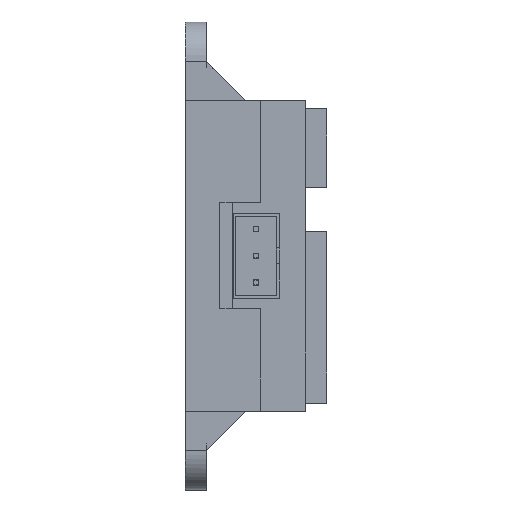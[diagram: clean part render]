
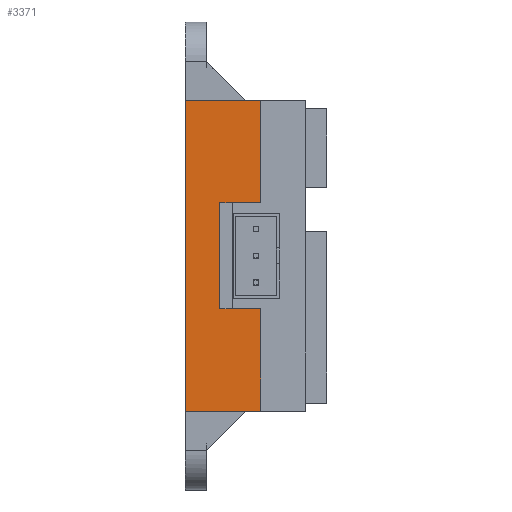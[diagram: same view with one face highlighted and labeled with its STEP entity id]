
A CAD part, top view. The second image highlights one B-rep face of the part: STEP entity #3371.
In plain terms, the highlighted planar face has unit normal (0, 0, 1).
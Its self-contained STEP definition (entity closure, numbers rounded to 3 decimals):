
#121 = B_SPLINE_CURVE_WITH_KNOTS ( 'NONE', 3,
 ( #1593, #4892, #5972, #631 ),
 .UNSPECIFIED., .F., .F.,
 ( 4, 4 ),
 ( 0., 1. ),
 .UNSPECIFIED. ) ;
#213 = VERTEX_POINT ( 'NONE', #6705 ) ;
#256 = CARTESIAN_POINT ( 'NONE',  ( -160., 91.039, 150.691 ) ) ;
#267 = DIRECTION ( 'NONE',  ( 0., 0., -1. ) ) ;
#300 = CARTESIAN_POINT ( 'NONE',  ( -157.3, 80.939, 150.691 ) ) ;
#316 = CARTESIAN_POINT ( 'NONE',  ( -161.2, 91.039, 150.691 ) ) ;
#337 = CARTESIAN_POINT ( 'NONE',  ( -161.2, 84.305, 150.691 ) ) ;
#427 = EDGE_CURVE ( 'NONE', #5901, #4456, #121, .T. ) ;
#442 = ORIENTED_EDGE ( 'NONE', *, *, #3687, .T. ) ;
#536 = B_SPLINE_CURVE_WITH_KNOTS ( 'NONE', 3,
 ( #4204, #1612, #6402, #1476 ),
 .UNSPECIFIED., .F., .F.,
 ( 4, 4 ),
 ( 0., 1. ),
 .UNSPECIFIED. ) ;
#583 = CARTESIAN_POINT ( 'NONE',  ( -162.1, 71.239, 150.691 ) ) ;
#631 = CARTESIAN_POINT ( 'NONE',  ( -157.3, 100.739, 150.691 ) ) ;
#646 = VERTEX_POINT ( 'NONE', #300 ) ;
#651 = CARTESIAN_POINT ( 'NONE',  ( -164.5, 81.072, 150.691 ) ) ;
#662 = EDGE_CURVE ( 'NONE', #213, #4359, #536, .T. ) ;
#698 = EDGE_CURVE ( 'NONE', #4166, #4456, #4380, .T. ) ;
#708 = EDGE_CURVE ( 'NONE', #6603, #646, #710, .T. ) ;
#710 = B_SPLINE_CURVE_WITH_KNOTS ( 'NONE', 3,
 ( #2903, #1647, #3340, #5492 ),
 .UNSPECIFIED., .F., .F.,
 ( 4, 4 ),
 ( 0., 1. ),
 .UNSPECIFIED. ) ;
#713 = ORIENTED_EDGE ( 'NONE', *, *, #5235, .F. ) ;
#717 = CARTESIAN_POINT ( 'NONE',  ( -159.7, 100.739, 150.691 ) ) ;
#725 = CARTESIAN_POINT ( 'NONE',  ( -160.4, 91.039, 150.691 ) ) ;
#759 = CARTESIAN_POINT ( 'NONE',  ( -159.1, 91.039, 150.691 ) ) ;
#767 = DIRECTION ( 'NONE',  ( 1., 0., 0. ) ) ;
#819 = CARTESIAN_POINT ( 'NONE',  ( -160., 91.039, 150.691 ) ) ;
#870 = CARTESIAN_POINT ( 'NONE',  ( -161.2, 91.039, 150.691 ) ) ;
#1045 = CARTESIAN_POINT ( 'NONE',  ( -159.1, 80.939, 150.691 ) ) ;
#1247 = CARTESIAN_POINT ( 'NONE',  ( -160., 80.939, 150.691 ) ) ;
#1291 = AXIS2_PLACEMENT_3D ( 'NONE', #3503, #267, #767 ) ;
#1357 = B_SPLINE_CURVE_WITH_KNOTS ( 'NONE', 3,
 ( #2701, #4244, #1045, #3239 ),
 .UNSPECIFIED., .F., .F.,
 ( 4, 4 ),
 ( 0., 1. ),
 .UNSPECIFIED. ) ;
#1396 = CARTESIAN_POINT ( 'NONE',  ( -158.2, 91.039, 150.691 ) ) ;
#1476 = CARTESIAN_POINT ( 'NONE',  ( -160., 80.939, 150.691 ) ) ;
#1564 = CARTESIAN_POINT ( 'NONE',  ( -157.3, 71.239, 150.691 ) ) ;
#1593 = CARTESIAN_POINT ( 'NONE',  ( -157.3, 91.039, 150.691 ) ) ;
#1612 = CARTESIAN_POINT ( 'NONE',  ( -160.8, 80.939, 150.691 ) ) ;
#1647 = CARTESIAN_POINT ( 'NONE',  ( -157.3, 74.472, 150.691 ) ) ;
#1662 = ORIENTED_EDGE ( 'NONE', *, *, #662, .F. ) ;
#1770 = VERTEX_POINT ( 'NONE', #316 ) ;
#1861 = CARTESIAN_POINT ( 'NONE',  ( -161.2, 91.039, 150.691 ) ) ;
#2355 = ORIENTED_EDGE ( 'NONE', *, *, #2738, .F. ) ;
#2701 = CARTESIAN_POINT ( 'NONE',  ( -157.3, 80.939, 150.691 ) ) ;
#2738 = EDGE_CURVE ( 'NONE', #4425, #1770, #3262, .T. ) ;
#2836 = CARTESIAN_POINT ( 'NONE',  ( -164.5, 90.905, 150.691 ) ) ;
#2903 = CARTESIAN_POINT ( 'NONE',  ( -157.3, 71.239, 150.691 ) ) ;
#2906 = CARTESIAN_POINT ( 'NONE',  ( -159.7, 71.239, 150.691 ) ) ;
#2988 = FACE_OUTER_BOUND ( 'NONE', #5768, .T. ) ;
#2989 = B_SPLINE_CURVE_WITH_KNOTS ( 'NONE', 3,
 ( #3609, #337, #5790, #870 ),
 .UNSPECIFIED., .F., .F.,
 ( 4, 4 ),
 ( 0., 1. ),
 .UNSPECIFIED. ) ;
#2999 = ORIENTED_EDGE ( 'NONE', *, *, #698, .F. ) ;
#3014 = CARTESIAN_POINT ( 'NONE',  ( -160.8, 91.039, 150.691 ) ) ;
#3043 = B_SPLINE_CURVE_WITH_KNOTS ( 'NONE', 3,
 ( #4989, #651, #2836, #6068 ),
 .UNSPECIFIED., .F., .F.,
 ( 4, 4 ),
 ( 0., 1. ),
 .UNSPECIFIED. ) ;
#3088 = VERTEX_POINT ( 'NONE', #4752 ) ;
#3125 = CARTESIAN_POINT ( 'NONE',  ( -157.3, 91.039, 150.691 ) ) ;
#3239 = CARTESIAN_POINT ( 'NONE',  ( -160., 80.939, 150.691 ) ) ;
#3262 = B_SPLINE_CURVE_WITH_KNOTS ( 'NONE', 3,
 ( #6289, #725, #3014, #1861 ),
 .UNSPECIFIED., .F., .F.,
 ( 4, 4 ),
 ( 0., 1. ),
 .UNSPECIFIED. ) ;
#3274 = ORIENTED_EDGE ( 'NONE', *, *, #5176, .F. ) ;
#3303 = CARTESIAN_POINT ( 'NONE',  ( -164.5, 100.739, 150.691 ) ) ;
#3340 = CARTESIAN_POINT ( 'NONE',  ( -157.3, 77.705, 150.691 ) ) ;
#3371 = ADVANCED_FACE ( 'NONE', ( #2988 ), #4137, .F. ) ;
#3387 = ORIENTED_EDGE ( 'NONE', *, *, #427, .T. ) ;
#3402 = EDGE_CURVE ( 'NONE', #213, #1770, #2989, .T. ) ;
#3459 = EDGE_CURVE ( 'NONE', #646, #4359, #1357, .T. ) ;
#3503 = CARTESIAN_POINT ( 'NONE',  ( -151., 100.739, 150.691 ) ) ;
#3609 = CARTESIAN_POINT ( 'NONE',  ( -161.2, 80.939, 150.691 ) ) ;
#3687 = EDGE_CURVE ( 'NONE', #4425, #5901, #4779, .T. ) ;
#3884 = CARTESIAN_POINT ( 'NONE',  ( -164.5, 71.239, 150.691 ) ) ;
#4137 = PLANE ( 'NONE',  #1291 ) ;
#4166 = VERTEX_POINT ( 'NONE', #4540 ) ;
#4204 = CARTESIAN_POINT ( 'NONE',  ( -161.2, 80.939, 150.691 ) ) ;
#4244 = CARTESIAN_POINT ( 'NONE',  ( -158.2, 80.939, 150.691 ) ) ;
#4333 = B_SPLINE_CURVE_WITH_KNOTS ( 'NONE', 3,
 ( #6033, #2906, #583, #3884 ),
 .UNSPECIFIED., .F., .F.,
 ( 4, 4 ),
 ( 0., 1. ),
 .UNSPECIFIED. ) ;
#4359 = VERTEX_POINT ( 'NONE', #1247 ) ;
#4380 = B_SPLINE_CURVE_WITH_KNOTS ( 'NONE', 3,
 ( #3303, #6028, #717, #5638 ),
 .UNSPECIFIED., .F., .F.,
 ( 4, 4 ),
 ( 0., 1. ),
 .UNSPECIFIED. ) ;
#4425 = VERTEX_POINT ( 'NONE', #819 ) ;
#4456 = VERTEX_POINT ( 'NONE', #6316 ) ;
#4540 = CARTESIAN_POINT ( 'NONE',  ( -164.5, 100.739, 150.691 ) ) ;
#4664 = CARTESIAN_POINT ( 'NONE',  ( -157.3, 91.039, 150.691 ) ) ;
#4752 = CARTESIAN_POINT ( 'NONE',  ( -164.5, 71.239, 150.691 ) ) ;
#4779 = B_SPLINE_CURVE_WITH_KNOTS ( 'NONE', 3,
 ( #256, #759, #1396, #4664 ),
 .UNSPECIFIED., .F., .F.,
 ( 4, 4 ),
 ( 0., 1. ),
 .UNSPECIFIED. ) ;
#4874 = ORIENTED_EDGE ( 'NONE', *, *, #3459, .T. ) ;
#4892 = CARTESIAN_POINT ( 'NONE',  ( -157.3, 94.272, 150.691 ) ) ;
#4989 = CARTESIAN_POINT ( 'NONE',  ( -164.5, 71.239, 150.691 ) ) ;
#5176 = EDGE_CURVE ( 'NONE', #3088, #4166, #3043, .T. ) ;
#5235 = EDGE_CURVE ( 'NONE', #6603, #3088, #4333, .T. ) ;
#5492 = CARTESIAN_POINT ( 'NONE',  ( -157.3, 80.939, 150.691 ) ) ;
#5638 = CARTESIAN_POINT ( 'NONE',  ( -157.3, 100.739, 150.691 ) ) ;
#5768 = EDGE_LOOP ( 'NONE', ( #3274, #713, #6595, #4874, #1662, #6197, #2355, #442, #3387, #2999 ) ) ;
#5790 = CARTESIAN_POINT ( 'NONE',  ( -161.2, 87.672, 150.691 ) ) ;
#5901 = VERTEX_POINT ( 'NONE', #3125 ) ;
#5972 = CARTESIAN_POINT ( 'NONE',  ( -157.3, 97.505, 150.691 ) ) ;
#6028 = CARTESIAN_POINT ( 'NONE',  ( -162.1, 100.739, 150.691 ) ) ;
#6033 = CARTESIAN_POINT ( 'NONE',  ( -157.3, 71.239, 150.691 ) ) ;
#6068 = CARTESIAN_POINT ( 'NONE',  ( -164.5, 100.739, 150.691 ) ) ;
#6197 = ORIENTED_EDGE ( 'NONE', *, *, #3402, .T. ) ;
#6289 = CARTESIAN_POINT ( 'NONE',  ( -160., 91.039, 150.691 ) ) ;
#6316 = CARTESIAN_POINT ( 'NONE',  ( -157.3, 100.739, 150.691 ) ) ;
#6402 = CARTESIAN_POINT ( 'NONE',  ( -160.4, 80.939, 150.691 ) ) ;
#6595 = ORIENTED_EDGE ( 'NONE', *, *, #708, .T. ) ;
#6603 = VERTEX_POINT ( 'NONE', #1564 ) ;
#6705 = CARTESIAN_POINT ( 'NONE',  ( -161.2, 80.939, 150.691 ) ) ;
